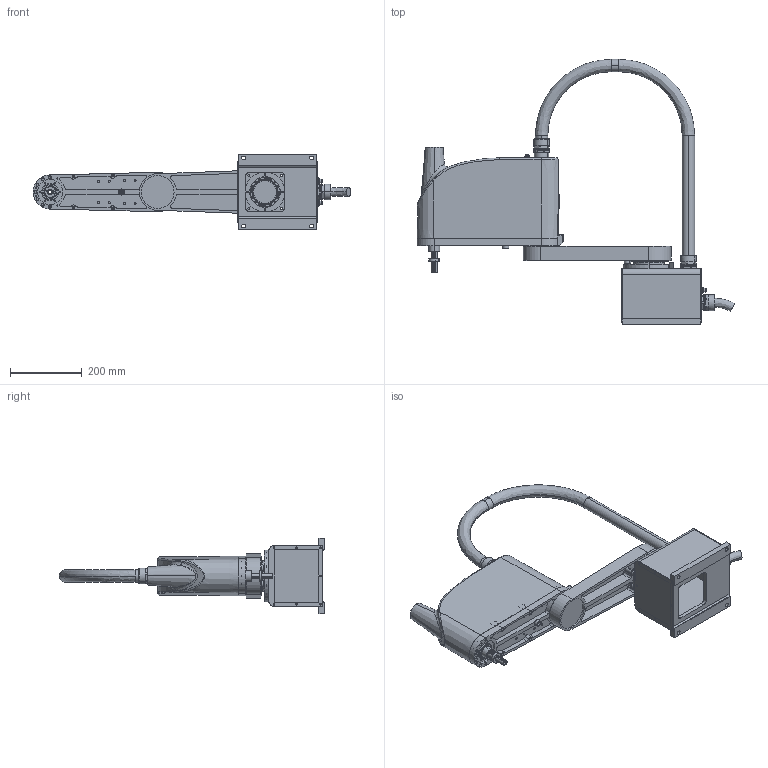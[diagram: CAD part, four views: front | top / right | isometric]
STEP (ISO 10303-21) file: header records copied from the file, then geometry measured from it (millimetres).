
FILE_DESCRIPTION (( 'STEP AP203' ), '1' );
FILE_NAME ('6215蚾饜芞2019.2.STEP', '2019-02-15T02:43:43', ( '' ), ( '' ), 'SwSTEP 2.0', 'SolidWorks 2016', '' );
FILE_SCHEMA (( 'CONFIG_CONTROL_DESIGN' ));
Length unit declared in the file: millimetre
Products named in the file (5): 6215_X臂减速机电机组件; 蚥薯蝶_AR7520-201511狟等3怢; 6215蚾饜芞2019.2; 菁釱郪璃6215; 6215_YZR粣窒璃
Assembly tree (5 placements, depth 2):
  6215蚾饜芞2019.2
    菁釱郪璃6215
    6215_X臂减速机电机组件
    6215_YZR粣窒璃
    蚥薯蝶_AR7520-201511狟等3怢  x2
Bounding box: 887.11 x 740.6 x 210 mm (x, y, z)
Volume: 2746.1 mm3; surface area: 1257288.3 mm2
Topology: 2 solids, 57 shells, 1225 faces, 3693 edges, 2538 vertices
Faces by surface type: cylinder 674, plane 386, cone 95, bspline 44, torus 24, sphere 2
Entity records: 49973 total; most frequent: CARTESIAN_POINT 15473, DIRECTION 7606, ORIENTED_EDGE 6205, EDGE_CURVE 3669, AXIS2_PLACEMENT_3D 2959, VERTEX_POINT 2526, CIRCLE 1778, LINE 1688
